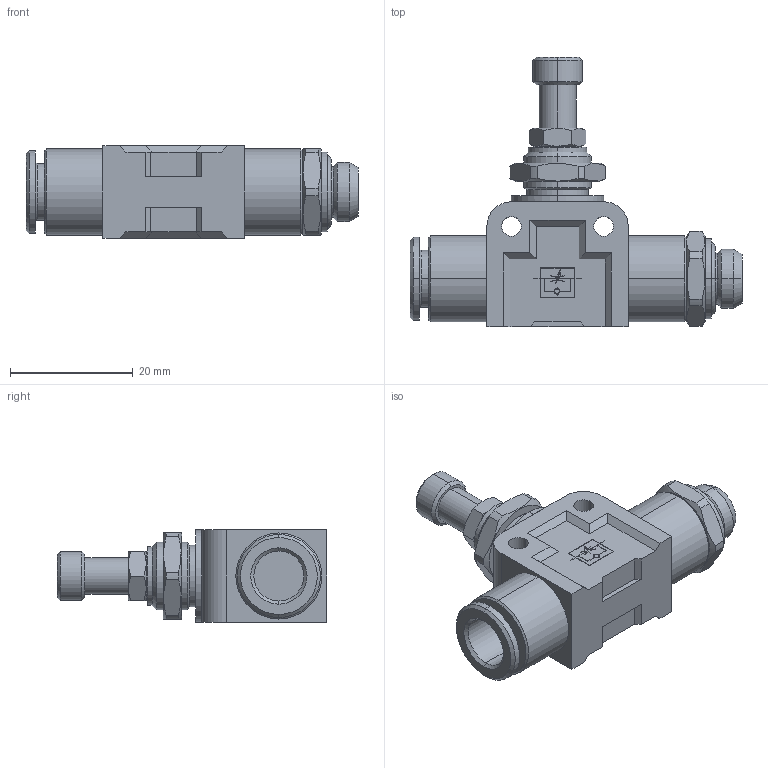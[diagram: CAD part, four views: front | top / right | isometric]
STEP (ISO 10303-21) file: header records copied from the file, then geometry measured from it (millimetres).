
FILE_DESCRIPTION (( 'STEP AP203' ), '1' );
FILE_NAME ('04250V41.STEP', '2011-07-01T09:59:58', ( '' ), ( 'sopra-pneumatic' ), 'SwSTEP 2.0', 'SolidWorks 2011', '' );
FILE_SCHEMA (( 'CONFIG_CONTROL_DESIGN' ));
Length unit declared in the file: millimetre
Products named in the file (1): 04250V41
Bounding box: 54 x 43.81 x 15 mm (x, y, z)
Volume: 10528.3 mm3; surface area: 5737.1 mm2
Topology: 1 solids, 5 shells, 265 faces, 657 edges, 426 vertices
Faces by surface type: plane 144, cylinder 78, cone 41, torus 2
Entity records: 8224 total; most frequent: CARTESIAN_POINT 1797, ORIENTED_EDGE 1314, DIRECTION 1311, EDGE_CURVE 657, AXIS2_PLACEMENT_3D 452, VERTEX_POINT 426, VECTOR 407, LINE 407
